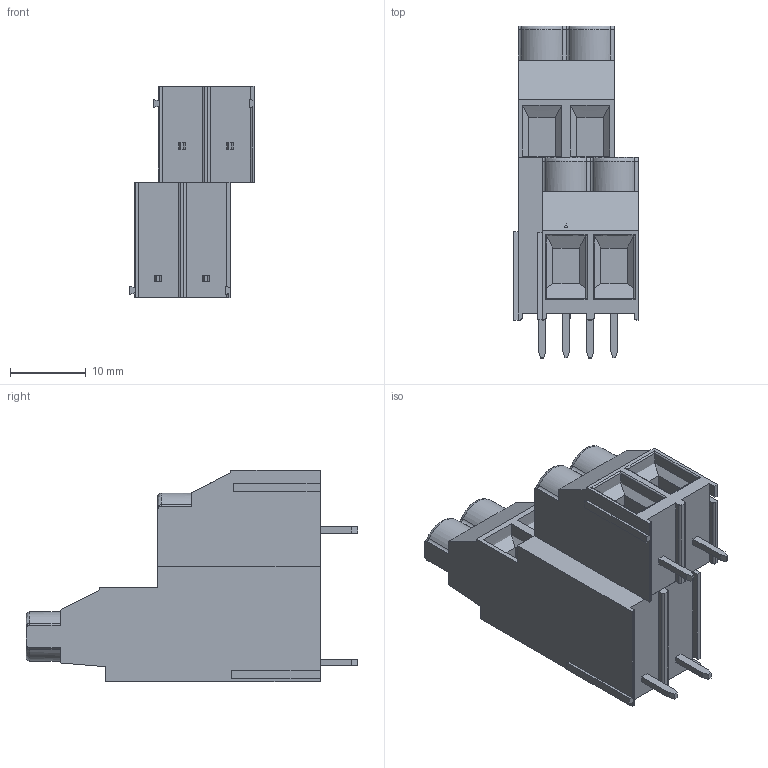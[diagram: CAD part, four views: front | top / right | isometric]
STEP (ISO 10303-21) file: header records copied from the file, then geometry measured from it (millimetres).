
FILE_DESCRIPTION (( 'STEP AP214' ), '1' );
FILE_NAME ('DG636A-6.35-04P-14-00AH.STEP', '2021-01-16T23:50:00', ( '' ), ( '' ), 'SwSTEP 2.0', 'SolidWorks 2020', '' );
FILE_SCHEMA (( 'AUTOMOTIVE_DESIGN' ));
Length unit declared in the file: millimetre
Products named in the file (3): DG636A-6.35-04P-14-00AH; DG636SubA-6.35_6.35-02P; DG636HSubA-6.35_6.35-02P
Assembly tree (2 placements, depth 2):
  DG636A-6.35-04P-14-00AH
    DG636HSubA-6.35_6.35-02P
    DG636SubA-6.35_6.35-02P
Bounding box: 16.43 x 43.9 x 28 mm (x, y, z)
Volume: 7713.1 mm3; surface area: 5481 mm2
Topology: 2 solids, 2 shells, 614 faces, 1675 edges, 1114 vertices
Faces by surface type: plane 337, bspline 208, cylinder 57, torus 12
Entity records: 33785 total; most frequent: CARTESIAN_POINT 15382, ORIENTED_EDGE 3350, DIRECTION 2139, EDGE_CURVE 1675, VERTEX_POINT 1114, LINE 1057, VECTOR 1057, EDGE_LOOP 663
